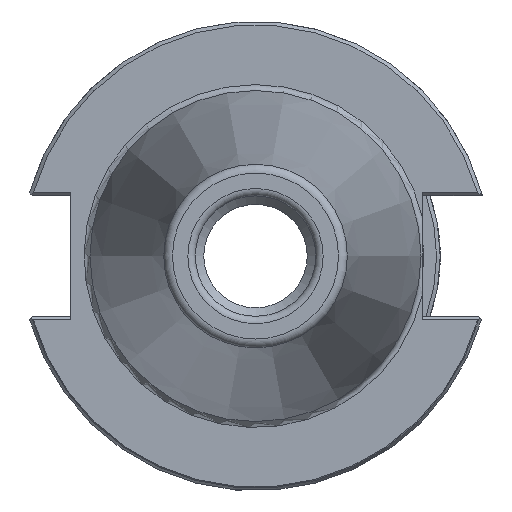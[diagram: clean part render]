
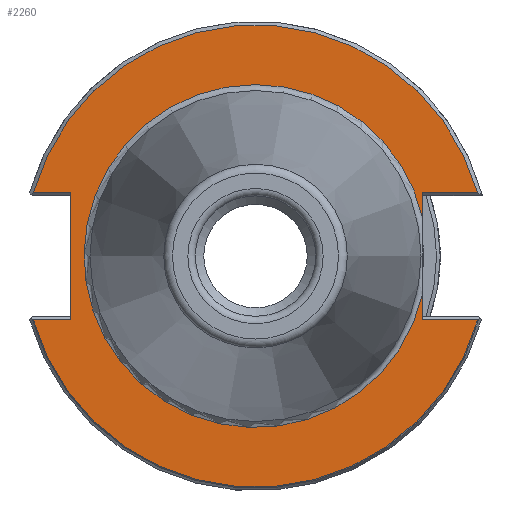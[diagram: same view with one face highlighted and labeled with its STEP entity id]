
A CAD part, left-side view. The second image highlights one B-rep face of the part: STEP entity #2260.
In plain terms, the highlighted planar face has unit normal (-1, 0, 0).
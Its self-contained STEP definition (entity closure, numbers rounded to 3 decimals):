
#81=CIRCLE('',#2413,23.2);
#82=CIRCLE('',#2414,23.2);
#83=CIRCLE('',#2415,31.275);
#84=CIRCLE('',#2416,31.275);
#308=FACE_OUTER_BOUND('',#428,.T.);
#428=EDGE_LOOP('',(#1543,#1544,#1545,#1546,#1547,#1548,#1549,#1550,#1551,
#1552,#1553));
#614=LINE('',#3533,#736);
#616=LINE('',#3566,#738);
#618=LINE('',#3570,#740);
#619=LINE('',#3575,#741);
#620=LINE('',#3579,#742);
#621=LINE('',#3581,#743);
#622=LINE('',#3583,#744);
#736=VECTOR('',#2731,10.);
#738=VECTOR('',#2747,10.);
#740=VECTOR('',#2751,10.);
#741=VECTOR('',#2756,10.);
#742=VECTOR('',#2759,10.);
#743=VECTOR('',#2760,10.);
#744=VECTOR('',#2761,10.);
#876=VERTEX_POINT('',#3530);
#877=VERTEX_POINT('',#3532);
#884=VERTEX_POINT('',#3561);
#885=VERTEX_POINT('',#3565);
#886=VERTEX_POINT('',#3569);
#887=VERTEX_POINT('',#3571);
#888=VERTEX_POINT('',#3573);
#889=VERTEX_POINT('',#3576);
#890=VERTEX_POINT('',#3578);
#891=VERTEX_POINT('',#3580);
#892=VERTEX_POINT('',#3582);
#1142=EDGE_CURVE('',#876,#877,#614,.T.);
#1153=EDGE_CURVE('',#884,#885,#616,.T.);
#1155=EDGE_CURVE('',#876,#886,#618,.T.);
#1156=EDGE_CURVE('',#886,#887,#81,.T.);
#1157=EDGE_CURVE('',#887,#888,#82,.T.);
#1158=EDGE_CURVE('',#888,#885,#619,.T.);
#1159=EDGE_CURVE('',#889,#884,#83,.T.);
#1160=EDGE_CURVE('',#890,#889,#620,.T.);
#1161=EDGE_CURVE('',#890,#891,#621,.T.);
#1162=EDGE_CURVE('',#892,#891,#622,.T.);
#1163=EDGE_CURVE('',#877,#892,#84,.T.);
#1543=ORIENTED_EDGE('',*,*,#1155,.T.);
#1544=ORIENTED_EDGE('',*,*,#1156,.T.);
#1545=ORIENTED_EDGE('',*,*,#1157,.T.);
#1546=ORIENTED_EDGE('',*,*,#1158,.T.);
#1547=ORIENTED_EDGE('',*,*,#1153,.F.);
#1548=ORIENTED_EDGE('',*,*,#1159,.F.);
#1549=ORIENTED_EDGE('',*,*,#1160,.F.);
#1550=ORIENTED_EDGE('',*,*,#1161,.T.);
#1551=ORIENTED_EDGE('',*,*,#1162,.F.);
#1552=ORIENTED_EDGE('',*,*,#1163,.F.);
#1553=ORIENTED_EDGE('',*,*,#1142,.F.);
#2205=PLANE('',#2412);
#2260=ADVANCED_FACE('',(#308),#2205,.T.);
#2412=AXIS2_PLACEMENT_3D('',#3568,#2749,#2750);
#2413=AXIS2_PLACEMENT_3D('',#3572,#2752,#2753);
#2414=AXIS2_PLACEMENT_3D('',#3574,#2754,#2755);
#2415=AXIS2_PLACEMENT_3D('',#3577,#2757,#2758);
#2416=AXIS2_PLACEMENT_3D('',#3584,#2762,#2763);
#2731=DIRECTION('',(0.,-1.,0.));
#2747=DIRECTION('',(0.,1.,0.));
#2749=DIRECTION('center_axis',(-1.,0.,0.));
#2750=DIRECTION('ref_axis',(0.,0.,1.));
#2751=DIRECTION('',(0.,0.,1.));
#2752=DIRECTION('center_axis',(1.,0.,0.));
#2753=DIRECTION('ref_axis',(0.,0.,-1.));
#2754=DIRECTION('center_axis',(1.,0.,0.));
#2755=DIRECTION('ref_axis',(0.,0.,-1.));
#2756=DIRECTION('',(0.,0.,1.));
#2757=DIRECTION('center_axis',(1.,0.,0.));
#2758=DIRECTION('ref_axis',(0.,0.,-1.));
#2759=DIRECTION('',(0.,1.,0.));
#2760=DIRECTION('',(0.,0.,-1.));
#2761=DIRECTION('',(0.,-1.,0.));
#2762=DIRECTION('center_axis',(1.,0.,0.));
#2763=DIRECTION('ref_axis',(0.,0.,-1.));
#3530=CARTESIAN_POINT('',(3.175,-22.6,-8.65));
#3532=CARTESIAN_POINT('',(3.175,-30.055,-8.65));
#3533=CARTESIAN_POINT('',(3.175,-7.663,-8.65));
#3561=CARTESIAN_POINT('',(3.175,-30.055,8.65));
#3565=CARTESIAN_POINT('',(3.175,-22.6,8.65));
#3566=CARTESIAN_POINT('',(3.175,4.337,8.65));
#3568=CARTESIAN_POINT('Origin',(3.175,31.275,0.));
#3569=CARTESIAN_POINT('',(3.175,-22.6,-5.242));
#3570=CARTESIAN_POINT('',(3.175,-22.6,-4.075));
#3571=CARTESIAN_POINT('',(3.175,0.,23.2));
#3572=CARTESIAN_POINT('Origin',(3.175,0.,0.));
#3573=CARTESIAN_POINT('',(3.175,-22.6,5.242));
#3574=CARTESIAN_POINT('Origin',(3.175,0.,0.));
#3575=CARTESIAN_POINT('',(3.175,-22.6,-4.075));
#3576=CARTESIAN_POINT('',(3.175,30.055,8.65));
#3577=CARTESIAN_POINT('Origin',(3.175,0.,0.));
#3578=CARTESIAN_POINT('',(3.175,25.,8.65));
#3579=CARTESIAN_POINT('',(3.175,35.637,8.65));
#3580=CARTESIAN_POINT('',(3.175,25.,-8.65));
#3581=CARTESIAN_POINT('',(3.175,25.,4.075));
#3582=CARTESIAN_POINT('',(3.175,30.055,-8.65));
#3583=CARTESIAN_POINT('',(3.175,28.137,-8.65));
#3584=CARTESIAN_POINT('Origin',(3.175,0.,0.));
